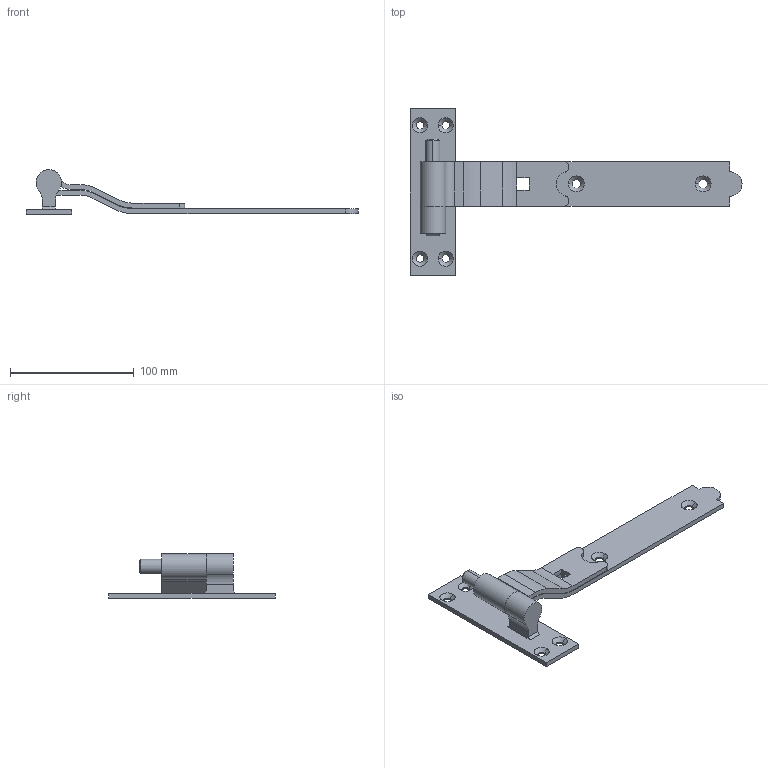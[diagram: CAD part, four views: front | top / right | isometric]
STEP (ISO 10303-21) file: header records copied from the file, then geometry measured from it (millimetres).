
FILE_DESCRIPTION (( 'STEP AP203' ), '1' );
FILE_NAME ('09FA573.STEP', '2022-08-09T14:35:16', ( '' ), ( '' ), 'SwSTEP 2.0', 'SolidWorks 2020', '' );
FILE_SCHEMA (( 'CONFIG_CONTROL_DESIGN' ));
Length unit declared in the file: millimetre
Products named in the file (4): 09FA573; 09FA573 Part3; 09FA573 Part1; 09FA573 Part2
Assembly tree (3 placements, depth 2):
  09FA573
    09FA573 Part1
    09FA573 Part2
    09FA573 Part3
Bounding box: 268.5 x 135 x 36 mm (x, y, z)
Volume: 87788.1 mm3; surface area: 49187.3 mm2
Topology: 3 solids, 3 shells, 99 faces, 266 edges, 170 vertices
Faces by surface type: plane 46, cylinder 39, cone 14
Entity records: 3542 total; most frequent: DIRECTION 568, CARTESIAN_POINT 541, ORIENTED_EDGE 532, EDGE_CURVE 266, AXIS2_PLACEMENT_3D 197, LINE 174, VECTOR 174, VERTEX_POINT 170
